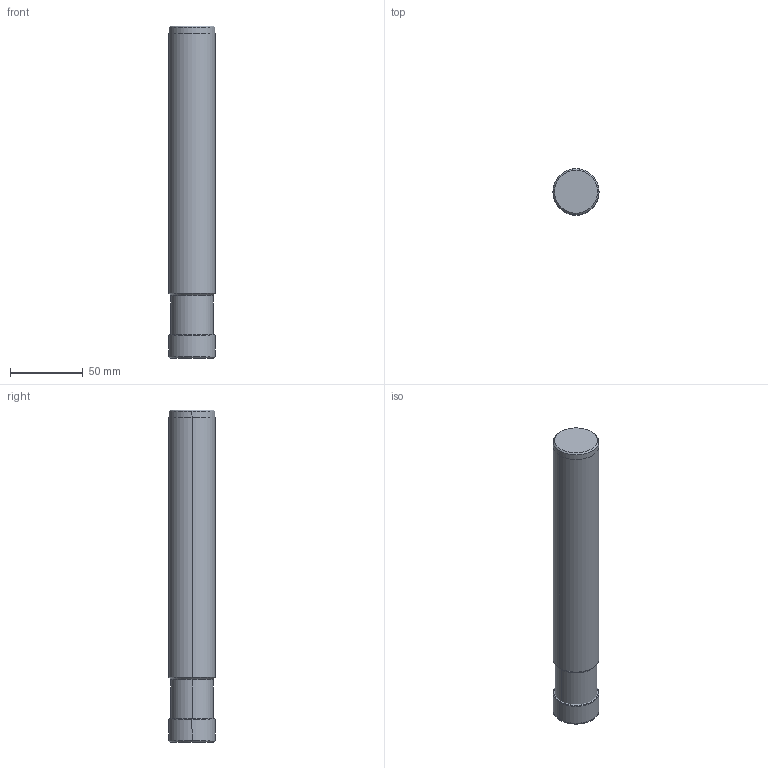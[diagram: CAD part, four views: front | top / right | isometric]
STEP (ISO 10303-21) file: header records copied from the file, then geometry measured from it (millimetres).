
FILE_DESCRIPTION(/* description */ (''),/* implementation_level */ '2;1');
FILE_NAME(/* name */ 'APX4000UR203SA20LA_IR0_047.stp',/* time_stamp */ '2021-09-08T11:43:15+09:00',/* author */ (''),/* organization */ (''),/* preprocessor_version */ 'ST-DEVELOPER v16',/* originating_system */ 'SIEMENS PLM Software NX 10.0',/* authorisation */ '');
FILE_SCHEMA (('AUTOMOTIVE_DESIGN { 1 0 10303 214 3 1 1 1 }'));
Length unit declared in the file: millimetre
Products named in the file (1): APX4000UR203SA20LA_IR0_047_ASM
Bounding box: 31.75 x 31.75 x 228.6 mm (x, y, z)
Volume: 185507.8 mm3; surface area: 27327.2 mm2
Topology: 2 solids, 2 shells, 58 faces, 130 edges, 93 vertices
Faces by surface type: torus 22, cone 22, cylinder 8, plane 4, bspline 2
Entity records: 1817 total; most frequent: DIRECTION 358, CARTESIAN_POINT 318, ORIENTED_EDGE 232, AXIS2_PLACEMENT_3D 161, EDGE_CURVE 116, CIRCLE 94, VERTEX_POINT 62, EDGE_LOOP 60
